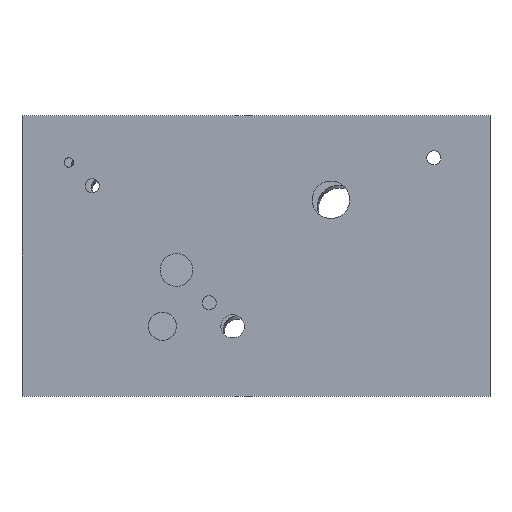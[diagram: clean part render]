
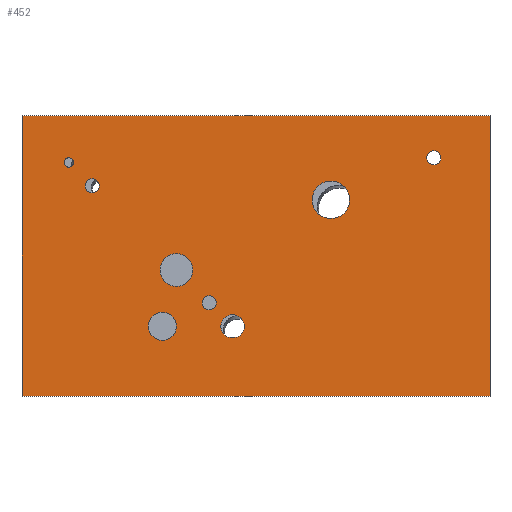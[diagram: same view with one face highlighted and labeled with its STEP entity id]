
A CAD part, front view. The second image highlights one B-rep face of the part: STEP entity #452.
In plain terms, the highlighted planar face has unit normal (0, -1, 0).
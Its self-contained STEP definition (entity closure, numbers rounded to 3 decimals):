
#1=DIRECTION('',(1.,0.,0.));
#2=VECTOR('',#1,100.);
#3=CARTESIAN_POINT('',(0.,0.,0.));
#4=LINE('',#3,#2);
#5=DIRECTION('',(0.,0.,-1.));
#6=VECTOR('',#5,60.);
#7=CARTESIAN_POINT('',(100.,0.,0.));
#8=LINE('',#7,#6);
#9=DIRECTION('',(-1.,0.,0.));
#10=VECTOR('',#9,100.);
#11=CARTESIAN_POINT('',(100.,0.,-60.));
#12=LINE('',#11,#10);
#13=DIRECTION('',(0.,0.,1.));
#14=VECTOR('',#13,60.);
#15=CARTESIAN_POINT('',(0.,0.,-60.));
#16=LINE('',#15,#14);
#17=CARTESIAN_POINT('',(15.,0.,-15.));
#18=DIRECTION('',(0.,1.,0.));
#19=DIRECTION('',(1.,0.,0.));
#20=AXIS2_PLACEMENT_3D('',#17,#18,#19);
#22=CARTESIAN_POINT('',(15.,0.,-15.));
#23=DIRECTION('',(0.,1.,0.));
#24=DIRECTION('',(-1.,0.,0.));
#25=AXIS2_PLACEMENT_3D('',#22,#23,#24);
#27=CARTESIAN_POINT('',(10.,0.,-10.));
#28=DIRECTION('',(0.,1.,0.));
#29=DIRECTION('',(1.,0.,0.));
#30=AXIS2_PLACEMENT_3D('',#27,#28,#29);
#32=CARTESIAN_POINT('',(10.,0.,-10.));
#33=DIRECTION('',(0.,1.,0.));
#34=DIRECTION('',(-1.,0.,0.));
#35=AXIS2_PLACEMENT_3D('',#32,#33,#34);
#37=CARTESIAN_POINT('',(30.,0.,-45.));
#38=DIRECTION('',(0.,1.,0.));
#39=DIRECTION('',(1.,0.,0.));
#40=AXIS2_PLACEMENT_3D('',#37,#38,#39);
#42=CARTESIAN_POINT('',(30.,0.,-45.));
#43=DIRECTION('',(0.,1.,0.));
#44=DIRECTION('',(-1.,0.,0.));
#45=AXIS2_PLACEMENT_3D('',#42,#43,#44);
#47=CARTESIAN_POINT('',(33.,0.,-33.));
#48=DIRECTION('',(0.,1.,0.));
#49=DIRECTION('',(1.,0.,0.));
#50=AXIS2_PLACEMENT_3D('',#47,#48,#49);
#52=CARTESIAN_POINT('',(33.,0.,-33.));
#53=DIRECTION('',(0.,1.,0.));
#54=DIRECTION('',(-1.,0.,0.));
#55=AXIS2_PLACEMENT_3D('',#52,#53,#54);
#57=CARTESIAN_POINT('',(45.,0.,-45.));
#58=DIRECTION('',(0.,1.,0.));
#59=DIRECTION('',(1.,0.,0.));
#60=AXIS2_PLACEMENT_3D('',#57,#58,#59);
#62=CARTESIAN_POINT('',(45.,0.,-45.));
#63=DIRECTION('',(0.,1.,0.));
#64=DIRECTION('',(-1.,0.,0.));
#65=AXIS2_PLACEMENT_3D('',#62,#63,#64);
#67=CARTESIAN_POINT('',(88.,0.,-9.));
#68=DIRECTION('',(0.,1.,0.));
#69=DIRECTION('',(1.,0.,0.));
#70=AXIS2_PLACEMENT_3D('',#67,#68,#69);
#72=CARTESIAN_POINT('',(88.,0.,-9.));
#73=DIRECTION('',(0.,1.,0.));
#74=DIRECTION('',(-1.,0.,0.));
#75=AXIS2_PLACEMENT_3D('',#72,#73,#74);
#77=CARTESIAN_POINT('',(40.,0.,-40.));
#78=DIRECTION('',(0.,1.,0.));
#79=DIRECTION('',(1.,0.,0.));
#80=AXIS2_PLACEMENT_3D('',#77,#78,#79);
#82=CARTESIAN_POINT('',(40.,0.,-40.));
#83=DIRECTION('',(0.,1.,0.));
#84=DIRECTION('',(-1.,0.,0.));
#85=AXIS2_PLACEMENT_3D('',#82,#83,#84);
#87=CARTESIAN_POINT('',(66.,0.,-18.));
#88=DIRECTION('',(0.,1.,0.));
#89=DIRECTION('',(1.,0.,0.));
#90=AXIS2_PLACEMENT_3D('',#87,#88,#89);
#92=CARTESIAN_POINT('',(66.,0.,-18.));
#93=DIRECTION('',(0.,1.,0.));
#94=DIRECTION('',(-1.,0.,0.));
#95=AXIS2_PLACEMENT_3D('',#92,#93,#94);
#301=CARTESIAN_POINT('',(0.,0.,0.));
#302=CARTESIAN_POINT('',(100.,0.,0.));
#303=VERTEX_POINT('',#301);
#304=VERTEX_POINT('',#302);
#305=CARTESIAN_POINT('',(100.,0.,-60.));
#306=VERTEX_POINT('',#305);
#307=CARTESIAN_POINT('',(0.,0.,-60.));
#308=VERTEX_POINT('',#307);
#317=CARTESIAN_POINT('',(16.5,0.,-15.));
#318=CARTESIAN_POINT('',(13.5,0.,-15.));
#319=VERTEX_POINT('',#317);
#320=VERTEX_POINT('',#318);
#333=CARTESIAN_POINT('',(11.,0.,-10.));
#334=CARTESIAN_POINT('',(9.,0.,-10.));
#335=VERTEX_POINT('',#333);
#336=VERTEX_POINT('',#334);
#341=CARTESIAN_POINT('',(33.,0.,-45.));
#342=CARTESIAN_POINT('',(27.,0.,-45.));
#343=VERTEX_POINT('',#341);
#344=VERTEX_POINT('',#342);
#349=CARTESIAN_POINT('',(36.5,0.,-33.));
#350=CARTESIAN_POINT('',(29.5,0.,-33.));
#351=VERTEX_POINT('',#349);
#352=VERTEX_POINT('',#350);
#357=CARTESIAN_POINT('',(47.5,0.,-45.));
#358=CARTESIAN_POINT('',(42.5,0.,-45.));
#359=VERTEX_POINT('',#357);
#360=VERTEX_POINT('',#358);
#365=CARTESIAN_POINT('',(89.5,0.,-9.));
#366=CARTESIAN_POINT('',(86.5,0.,-9.));
#367=VERTEX_POINT('',#365);
#368=VERTEX_POINT('',#366);
#373=CARTESIAN_POINT('',(41.5,0.,-40.));
#374=CARTESIAN_POINT('',(38.5,0.,-40.));
#375=VERTEX_POINT('',#373);
#376=VERTEX_POINT('',#374);
#381=CARTESIAN_POINT('',(70.,0.,-18.));
#382=CARTESIAN_POINT('',(62.,0.,-18.));
#383=VERTEX_POINT('',#381);
#384=VERTEX_POINT('',#382);
#389=CARTESIAN_POINT('',(0.,0.,0.));
#390=DIRECTION('',(0.,1.,0.));
#391=DIRECTION('',(1.,0.,0.));
#392=AXIS2_PLACEMENT_3D('',#389,#390,#391);
#393=PLANE('',#392);
#395=ORIENTED_EDGE('',*,*,#394,.T.);
#397=ORIENTED_EDGE('',*,*,#396,.T.);
#399=ORIENTED_EDGE('',*,*,#398,.T.);
#401=ORIENTED_EDGE('',*,*,#400,.T.);
#402=EDGE_LOOP('',(#395,#397,#399,#401));
#403=FACE_OUTER_BOUND('',#402,.F.);
#405=ORIENTED_EDGE('',*,*,#404,.F.);
#407=ORIENTED_EDGE('',*,*,#406,.F.);
#408=EDGE_LOOP('',(#405,#407));
#409=FACE_BOUND('',#408,.F.);
#411=ORIENTED_EDGE('',*,*,#410,.F.);
#413=ORIENTED_EDGE('',*,*,#412,.F.);
#414=EDGE_LOOP('',(#411,#413));
#415=FACE_BOUND('',#414,.F.);
#417=ORIENTED_EDGE('',*,*,#416,.F.);
#419=ORIENTED_EDGE('',*,*,#418,.F.);
#420=EDGE_LOOP('',(#417,#419));
#421=FACE_BOUND('',#420,.F.);
#423=ORIENTED_EDGE('',*,*,#422,.F.);
#425=ORIENTED_EDGE('',*,*,#424,.F.);
#426=EDGE_LOOP('',(#423,#425));
#427=FACE_BOUND('',#426,.F.);
#429=ORIENTED_EDGE('',*,*,#428,.F.);
#431=ORIENTED_EDGE('',*,*,#430,.F.);
#432=EDGE_LOOP('',(#429,#431));
#433=FACE_BOUND('',#432,.F.);
#435=ORIENTED_EDGE('',*,*,#434,.F.);
#437=ORIENTED_EDGE('',*,*,#436,.F.);
#438=EDGE_LOOP('',(#435,#437));
#439=FACE_BOUND('',#438,.F.);
#441=ORIENTED_EDGE('',*,*,#440,.F.);
#443=ORIENTED_EDGE('',*,*,#442,.F.);
#444=EDGE_LOOP('',(#441,#443));
#445=FACE_BOUND('',#444,.F.);
#447=ORIENTED_EDGE('',*,*,#446,.F.);
#449=ORIENTED_EDGE('',*,*,#448,.F.);
#450=EDGE_LOOP('',(#447,#449));
#451=FACE_BOUND('',#450,.F.);
#452=ADVANCED_FACE('',(#403,#409,#415,#421,#427,#433,#439,#445,#451),#393,.F.);
#21=CIRCLE('',#20,1.5);
#26=CIRCLE('',#25,1.5);
#31=CIRCLE('',#30,1.);
#36=CIRCLE('',#35,1.);
#41=CIRCLE('',#40,3.);
#46=CIRCLE('',#45,3.);
#51=CIRCLE('',#50,3.5);
#56=CIRCLE('',#55,3.5);
#61=CIRCLE('',#60,2.5);
#66=CIRCLE('',#65,2.5);
#71=CIRCLE('',#70,1.5);
#76=CIRCLE('',#75,1.5);
#81=CIRCLE('',#80,1.5);
#86=CIRCLE('',#85,1.5);
#91=CIRCLE('',#90,4.);
#96=CIRCLE('',#95,4.);
#394=EDGE_CURVE('',#303,#304,#4,.T.);
#396=EDGE_CURVE('',#304,#306,#8,.T.);
#398=EDGE_CURVE('',#306,#308,#12,.T.);
#400=EDGE_CURVE('',#308,#303,#16,.T.);
#404=EDGE_CURVE('',#319,#320,#21,.T.);
#406=EDGE_CURVE('',#320,#319,#26,.T.);
#410=EDGE_CURVE('',#335,#336,#31,.T.);
#412=EDGE_CURVE('',#336,#335,#36,.T.);
#416=EDGE_CURVE('',#343,#344,#41,.T.);
#418=EDGE_CURVE('',#344,#343,#46,.T.);
#422=EDGE_CURVE('',#351,#352,#51,.T.);
#424=EDGE_CURVE('',#352,#351,#56,.T.);
#428=EDGE_CURVE('',#359,#360,#61,.T.);
#430=EDGE_CURVE('',#360,#359,#66,.T.);
#434=EDGE_CURVE('',#367,#368,#71,.T.);
#436=EDGE_CURVE('',#368,#367,#76,.T.);
#440=EDGE_CURVE('',#375,#376,#81,.T.);
#442=EDGE_CURVE('',#376,#375,#86,.T.);
#446=EDGE_CURVE('',#383,#384,#91,.T.);
#448=EDGE_CURVE('',#384,#383,#96,.T.);
